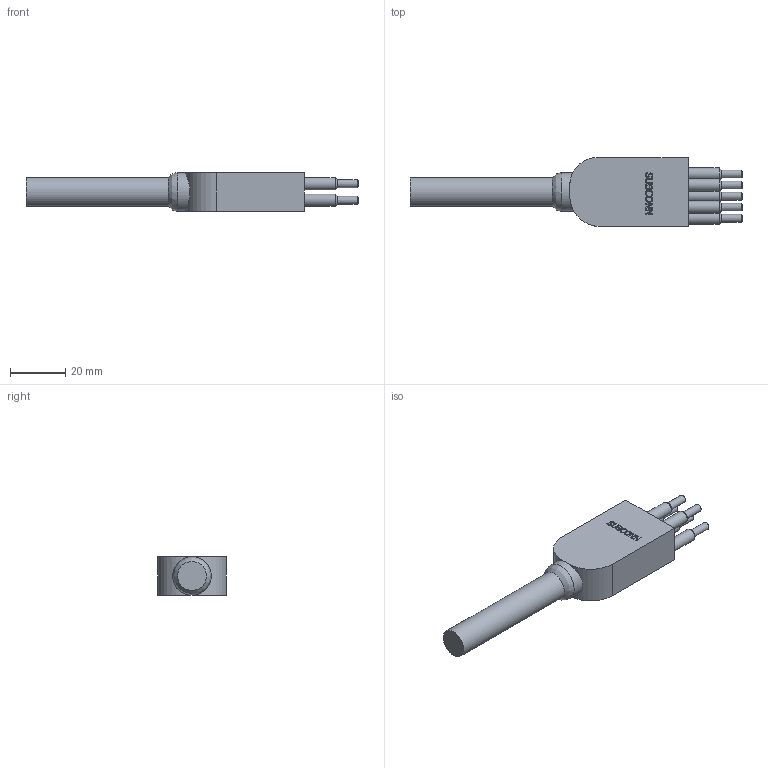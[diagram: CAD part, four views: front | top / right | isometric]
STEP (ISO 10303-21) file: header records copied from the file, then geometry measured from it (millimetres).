
FILE_DESCRIPTION(/* description */ (''),/* implementation_level */ '2;1');
FILE_NAME(/* name */ 'LPIL 5M.stp',/* time_stamp */ '2014-11-14T13:59:32+01:00',/* author */ ('sh'),/* organization */ (''),/* preprocessor_version */ 'ST-DEVELOPER v15.2',/* originating_system */ 'Autodesk Inventor 2014',/* authorisation */ '');
FILE_SCHEMA (('AUTOMOTIVE_DESIGN { 1 0 10303 214 3 1 1 }'));
Length unit declared in the file: millimetre
Products named in the file (1): LPIL 5M
Bounding box: 120.5 x 25 x 14 mm (x, y, z)
Volume: 20954.5 mm3; surface area: 6925.6 mm2
Topology: 1 solids, 1 shells, 262 faces, 687 edges, 453 vertices
Faces by surface type: plane 125, bspline 113, cylinder 14, cone 10
Full cylindrical faces by diameter (mm): 2.8 x5, 4.5 x5, 10.5 x1, 14 x1
Entity records: 8924 total; most frequent: CARTESIAN_POINT 3236, ORIENTED_EDGE 1330, DIRECTION 779, EDGE_CURVE 665, VERTEX_POINT 453, LINE 397, VECTOR 397, EDGE_LOOP 310
